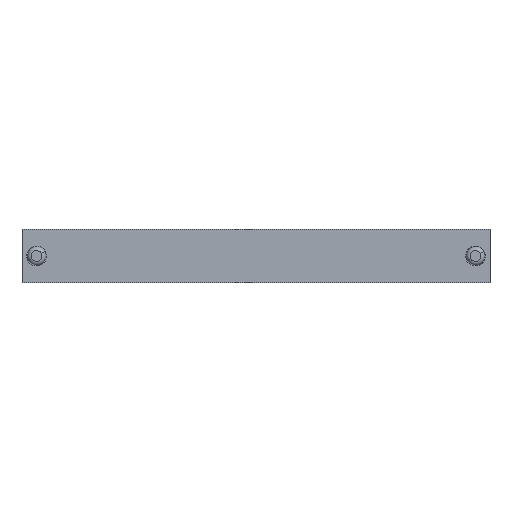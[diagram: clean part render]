
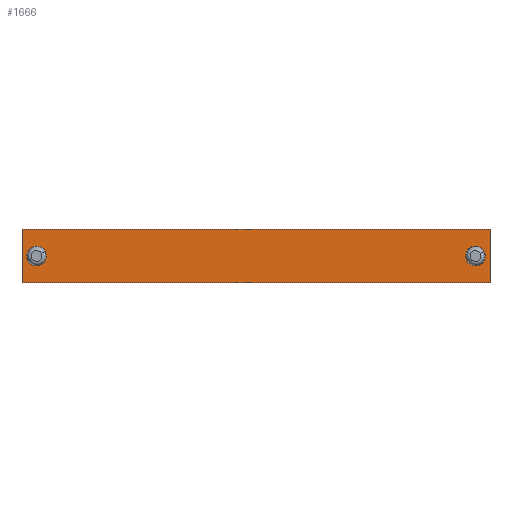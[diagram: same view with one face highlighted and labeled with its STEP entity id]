
A CAD part, left-side view. The second image highlights one B-rep face of the part: STEP entity #1666.
In plain terms, the highlighted face is planar.
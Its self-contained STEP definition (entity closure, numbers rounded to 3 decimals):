
#1622=AXIS2_PLACEMENT_3D('Plane Axis2P3D',#1619,#1620,#1621) ;
#1632=AXIS2_PLACEMENT_3D('Circle Axis2P3D',#1630,#1631,$) ;
#1641=AXIS2_PLACEMENT_3D('Circle Axis2P3D',#1639,#1640,$) ;
#1650=AXIS2_PLACEMENT_3D('Circle Axis2P3D',#1648,#1649,$) ;
#1659=AXIS2_PLACEMENT_3D('Circle Axis2P3D',#1657,#1658,$) ;
#1452=CARTESIAN_POINT('Line Origine',(0.,0.,0.)) ;
#1456=CARTESIAN_POINT('Vertex',(-152.75,0.,0.)) ;
#1458=CARTESIAN_POINT('Vertex',(152.75,0.,0.)) ;
#1505=CARTESIAN_POINT('Vertex',(-152.75,0.,35.)) ;
#1508=CARTESIAN_POINT('Line Origine',(0.,0.,35.)) ;
#1512=CARTESIAN_POINT('Vertex',(152.75,0.,35.)) ;
#1537=CARTESIAN_POINT('Line Origine',(-152.75,0.,17.5)) ;
#1554=CARTESIAN_POINT('Line Origine',(152.75,0.,17.5)) ;
#1619=CARTESIAN_POINT('Axis2P3D Location',(0.,0.,0.)) ;
#1630=CARTESIAN_POINT('Axis2P3D Location',(143.25,0.,17.5)) ;
#1634=CARTESIAN_POINT('Vertex',(140.134,0.,11.796)) ;
#1636=CARTESIAN_POINT('Vertex',(146.366,0.,23.204)) ;
#1639=CARTESIAN_POINT('Axis2P3D Location',(143.25,0.,17.5)) ;
#1648=CARTESIAN_POINT('Axis2P3D Location',(-143.25,0.,17.5)) ;
#1652=CARTESIAN_POINT('Vertex',(-146.366,0.,23.204)) ;
#1654=CARTESIAN_POINT('Vertex',(-140.134,0.,11.796)) ;
#1657=CARTESIAN_POINT('Axis2P3D Location',(-143.25,0.,17.5)) ;
#1453=DIRECTION('Vector Direction',(1.,0.,0.)) ;
#1509=DIRECTION('Vector Direction',(1.,0.,0.)) ;
#1538=DIRECTION('Vector Direction',(0.,0.,1.)) ;
#1555=DIRECTION('Vector Direction',(0.,0.,1.)) ;
#1620=DIRECTION('Axis2P3D Direction',(0.,1.,0.)) ;
#1621=DIRECTION('Axis2P3D XDirection',(0.,0.,1.)) ;
#1631=DIRECTION('Axis2P3D Direction',(0.,1.,0.)) ;
#1640=DIRECTION('Axis2P3D Direction',(0.,1.,0.)) ;
#1649=DIRECTION('Axis2P3D Direction',(0.,1.,0.)) ;
#1658=DIRECTION('Axis2P3D Direction',(0.,1.,0.)) ;
#1454=VECTOR('Line Direction',#1453,1.) ;
#1510=VECTOR('Line Direction',#1509,1.) ;
#1539=VECTOR('Line Direction',#1538,1.) ;
#1556=VECTOR('Line Direction',#1555,1.) ;
#1625=ORIENTED_EDGE('',*,*,#1514,.F.) ;
#1626=ORIENTED_EDGE('',*,*,#1541,.T.) ;
#1627=ORIENTED_EDGE('',*,*,#1460,.T.) ;
#1628=ORIENTED_EDGE('',*,*,#1558,.F.) ;
#1645=ORIENTED_EDGE('',*,*,#1638,.T.) ;
#1646=ORIENTED_EDGE('',*,*,#1643,.T.) ;
#1663=ORIENTED_EDGE('',*,*,#1656,.T.) ;
#1664=ORIENTED_EDGE('',*,*,#1661,.T.) ;
#1647=FACE_BOUND('',#1644,.T.) ;
#1665=FACE_BOUND('',#1662,.T.) ;
#1666=ADVANCED_FACE('Hauptkoerper nicht benutzen',(#1629,#1647,#1665),#1623,.F.) ;
#1633=CIRCLE('generated circle',#1632,6.5) ;
#1642=CIRCLE('generated circle',#1641,6.5) ;
#1651=CIRCLE('generated circle',#1650,6.5) ;
#1660=CIRCLE('generated circle',#1659,6.5) ;
#1460=EDGE_CURVE('',#1457,#1459,#1455,.T.) ;
#1514=EDGE_CURVE('',#1506,#1513,#1511,.T.) ;
#1541=EDGE_CURVE('',#1506,#1457,#1540,.F.) ;
#1558=EDGE_CURVE('',#1513,#1459,#1557,.F.) ;
#1638=EDGE_CURVE('',#1635,#1637,#1633,.T.) ;
#1643=EDGE_CURVE('',#1637,#1635,#1642,.T.) ;
#1656=EDGE_CURVE('',#1653,#1655,#1651,.T.) ;
#1661=EDGE_CURVE('',#1655,#1653,#1660,.T.) ;
#1624=EDGE_LOOP('',(#1625,#1626,#1627,#1628)) ;
#1644=EDGE_LOOP('',(#1645,#1646)) ;
#1662=EDGE_LOOP('',(#1663,#1664)) ;
#1629=FACE_OUTER_BOUND('',#1624,.T.) ;
#1455=LINE('Line',#1452,#1454) ;
#1511=LINE('Line',#1508,#1510) ;
#1540=LINE('Line',#1537,#1539) ;
#1557=LINE('Line',#1554,#1556) ;
#1623=PLANE('Plane',#1622) ;
#1457=VERTEX_POINT('',#1456) ;
#1459=VERTEX_POINT('',#1458) ;
#1506=VERTEX_POINT('',#1505) ;
#1513=VERTEX_POINT('',#1512) ;
#1635=VERTEX_POINT('',#1634) ;
#1637=VERTEX_POINT('',#1636) ;
#1653=VERTEX_POINT('',#1652) ;
#1655=VERTEX_POINT('',#1654) ;
